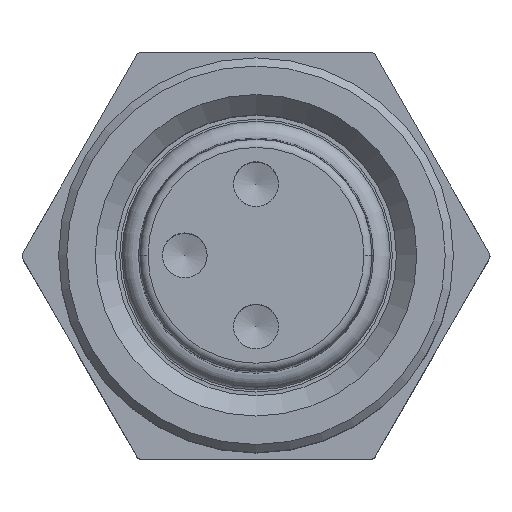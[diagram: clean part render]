
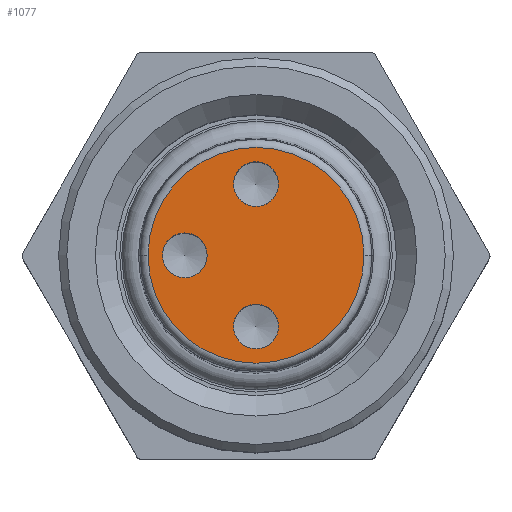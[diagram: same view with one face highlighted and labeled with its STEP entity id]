
A CAD part, top view. The second image highlights one B-rep face of the part: STEP entity #1077.
In plain terms, the highlighted planar face has unit normal (0, 0, 1).
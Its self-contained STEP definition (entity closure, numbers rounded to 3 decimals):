
#853=PLANE('',#3286);
#936=FACE_BOUND('',#1402,.T.);
#937=FACE_BOUND('',#1403,.T.);
#938=FACE_BOUND('',#1404,.T.);
#939=FACE_BOUND('',#1405,.T.);
#1077=ADVANCED_FACE('',(#936,#937,#938,#939),#853,.F.);
#1402=EDGE_LOOP('',(#2271));
#1403=EDGE_LOOP('',(#2272));
#1404=EDGE_LOOP('',(#2273));
#1405=EDGE_LOOP('',(#2274,#2275));
#2271=ORIENTED_EDGE('',*,*,#2818,.T.);
#2272=ORIENTED_EDGE('',*,*,#2778,.T.);
#2273=ORIENTED_EDGE('',*,*,#2777,.T.);
#2274=ORIENTED_EDGE('',*,*,#2858,.T.);
#2275=ORIENTED_EDGE('',*,*,#2859,.T.);
#2482=VERTEX_POINT('',#4608);
#2483=VERTEX_POINT('',#4611);
#2512=VERTEX_POINT('',#4750);
#2541=VERTEX_POINT('',#4889);
#2542=VERTEX_POINT('',#4890);
#2777=EDGE_CURVE('',#2482,#2482,#2979,.T.);
#2778=EDGE_CURVE('',#2483,#2483,#2980,.T.);
#2818=EDGE_CURVE('',#2512,#2512,#2994,.T.);
#2858=EDGE_CURVE('',#2541,#2542,#3008,.T.);
#2859=EDGE_CURVE('',#2542,#2541,#3009,.T.);
#2979=CIRCLE('',#3222,0.55);
#2980=CIRCLE('',#3224,0.55);
#2994=CIRCLE('',#3254,0.55);
#3008=CIRCLE('',#3284,2.652);
#3009=CIRCLE('',#3285,2.652);
#3222=AXIS2_PLACEMENT_3D('',#4607,#3796,#3797);
#3224=AXIS2_PLACEMENT_3D('',#4610,#3800,#3801);
#3254=AXIS2_PLACEMENT_3D('',#4749,#3878,#3879);
#3284=AXIS2_PLACEMENT_3D('',#4888,#3956,#3957);
#3285=AXIS2_PLACEMENT_3D('',#4891,#3958,#3959);
#3286=AXIS2_PLACEMENT_3D('',#4892,#3960,#3961);
#3796=DIRECTION('',(0.,0.,-1.));
#3797=DIRECTION('',(-1.,0.,0.));
#3800=DIRECTION('',(0.,0.,-1.));
#3801=DIRECTION('',(-1.,0.,0.));
#3878=DIRECTION('',(0.,0.,-1.));
#3879=DIRECTION('',(-1.,0.,0.));
#3956=DIRECTION('',(0.,0.,1.));
#3957=DIRECTION('',(-1.,0.,0.));
#3958=DIRECTION('',(0.,0.,1.));
#3959=DIRECTION('',(1.,0.,0.));
#3960=DIRECTION('',(0.,0.,-1.));
#3961=DIRECTION('',(-1.,0.,0.));
#4607=CARTESIAN_POINT('',(-111.75,150.,-7.5));
#4608=CARTESIAN_POINT('',(-112.3,150.,-7.5));
#4610=CARTESIAN_POINT('',(-110.,148.25,-7.5));
#4611=CARTESIAN_POINT('',(-110.55,148.25,-7.5));
#4749=CARTESIAN_POINT('',(-110.,151.75,-7.5));
#4750=CARTESIAN_POINT('',(-110.55,151.75,-7.5));
#4888=CARTESIAN_POINT('',(-110.,150.,-7.5));
#4889=CARTESIAN_POINT('',(-112.652,150.,-7.5));
#4890=CARTESIAN_POINT('',(-107.348,150.,-7.5));
#4891=CARTESIAN_POINT('',(-110.,150.,-7.5));
#4892=CARTESIAN_POINT('',(-110.,150.,-7.5));
